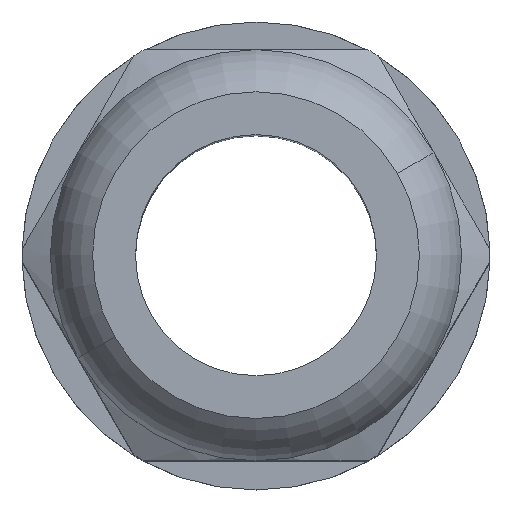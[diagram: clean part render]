
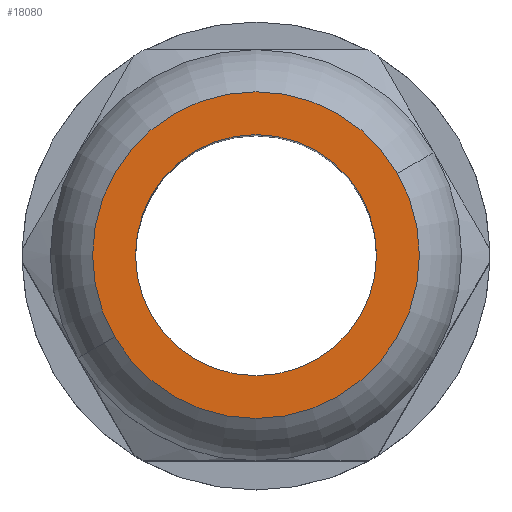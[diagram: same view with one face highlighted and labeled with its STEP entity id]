
A CAD part, top view. The second image highlights one B-rep face of the part: STEP entity #18080.
In plain terms, the highlighted face is planar.
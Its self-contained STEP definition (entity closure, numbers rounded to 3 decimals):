
#12910=CARTESIAN_POINT('',(8.5,51.,0.));
#12920=VERTEX_POINT('',#12910);
#12950=CARTESIAN_POINT('',(0.,51.,0.));
#12960=DIRECTION('',(0.,1.,0.));
#12970=DIRECTION('',(1.,0.,0.));
#12980=AXIS2_PLACEMENT_3D('',#12950,#12960,#12970);
#12990=CIRCLE('',#12980,8.5);
#13000=CARTESIAN_POINT('',(-8.5,51.,0.));
#13010=VERTEX_POINT('',#13000);
#13020=EDGE_CURVE('',#13010,#12920,#12990,.T.);
#15370=CARTESIAN_POINT('',(-11.52,51.,0.));
#15380=VERTEX_POINT('',#15370);
#15590=CARTESIAN_POINT('',(11.52,51.,0.));
#15600=VERTEX_POINT('',#15590);
#15630=CARTESIAN_POINT('',(0.,51.,0.));
#15640=DIRECTION('',(0.,-1.,0.));
#15650=DIRECTION('',(0.,0.,-1.));
#15660=AXIS2_PLACEMENT_3D('',#15630,#15640,#15650);
#15670=CIRCLE('',#15660,11.52);
#15680=CARTESIAN_POINT('',(0.,51.,-11.52));
#15690=VERTEX_POINT('',#15680);
#15700=EDGE_CURVE('',#15690,#15600,#15670,.T.);
#15720=EDGE_CURVE('',#15380,#15690,#15670,.T.);
#17920=CARTESIAN_POINT('',(0.,51.,0.));
#17930=DIRECTION('',(0.,-1.,0.));
#17940=DIRECTION('',(0.,0.,-1.));
#17950=AXIS2_PLACEMENT_3D('',#17920,#17930,#17940);
#17960=PLANE('',#17950);
#17970=EDGE_CURVE('',#12920,#13010,#12990,.T.);
#17980=ORIENTED_EDGE('',*,*,#17970,.F.);
#17990=ORIENTED_EDGE('',*,*,#13020,.F.);
#18000=EDGE_LOOP('',(#17990,#17980));
#18010=FACE_BOUND('',#18000,.T.);
#18020=ORIENTED_EDGE('',*,*,#15700,.F.);
#18030=EDGE_CURVE('',#15600,#15380,#15670,.T.);
#18040=ORIENTED_EDGE('',*,*,#18030,.F.);
#18050=ORIENTED_EDGE('',*,*,#15720,.F.);
#18060=EDGE_LOOP('',(#18050,#18040,#18020));
#18070=FACE_OUTER_BOUND('',#18060,.T.);
#18080=ADVANCED_FACE('',(#18010,#18070),#17960,.F.);
